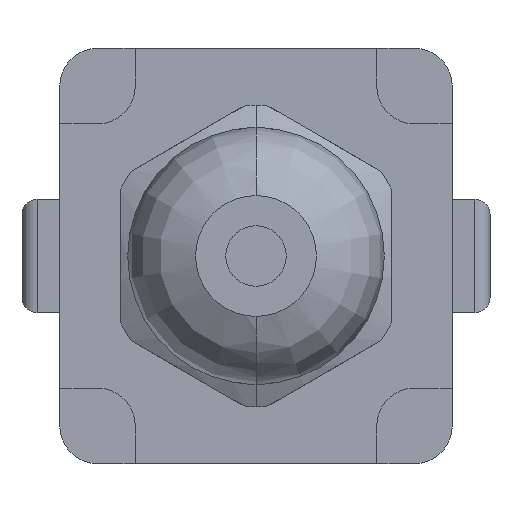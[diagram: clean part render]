
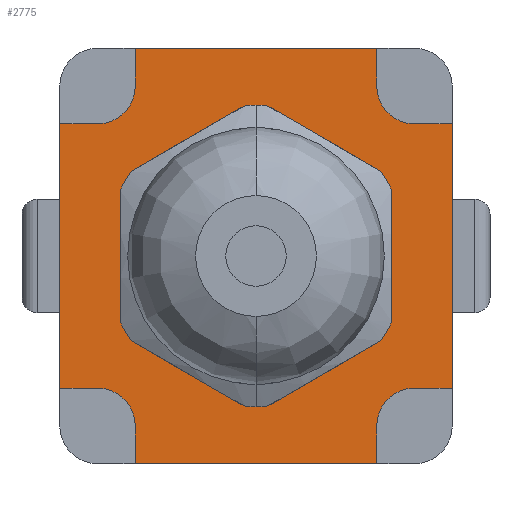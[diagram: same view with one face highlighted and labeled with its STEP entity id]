
A CAD part, front view. The second image highlights one B-rep face of the part: STEP entity #2775.
In plain terms, the highlighted planar face has unit normal (0, -1, 0).
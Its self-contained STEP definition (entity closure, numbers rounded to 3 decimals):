
#635=CARTESIAN_POINT('',(0.,-707.,-27.5));
#636=DIRECTION('',(0.,1.,0.));
#637=DIRECTION('',(0.,0.,1.));
#638=AXIS2_PLACEMENT_3D('',#635,#636,#637);
#643=CARTESIAN_POINT('',(0.,-707.,-27.5));
#644=DIRECTION('',(0.,1.,0.));
#645=DIRECTION('',(0.,0.,-1.));
#646=AXIS2_PLACEMENT_3D('',#643,#644,#645);
#651=DIRECTION('',(0.,0.,1.));
#652=VECTOR('',#651,5.);
#653=CARTESIAN_POINT('',(-16.,-707.,-55.));
#654=LINE('',#653,#652);
#658=CARTESIAN_POINT('',(-21.,-707.,-50.));
#659=DIRECTION('',(0.,-1.,0.));
#660=DIRECTION('',(1.,0.,0.));
#661=AXIS2_PLACEMENT_3D('',#658,#659,#660);
#666=DIRECTION('',(1.,0.,0.));
#667=VECTOR('',#666,5.);
#668=CARTESIAN_POINT('',(-26.,-707.,-45.));
#669=LINE('',#668,#667);
#673=DIRECTION('',(0.,0.,1.));
#674=VECTOR('',#673,35.);
#675=CARTESIAN_POINT('',(-26.,-707.,-45.));
#676=LINE('',#675,#674);
#680=DIRECTION('',(1.,0.,0.));
#681=VECTOR('',#680,5.);
#682=CARTESIAN_POINT('',(-26.,-707.,-10.));
#683=LINE('',#682,#681);
#687=CARTESIAN_POINT('',(-21.,-707.,-5.));
#688=DIRECTION('',(0.,-1.,0.));
#689=DIRECTION('',(0.,0.,-1.));
#690=AXIS2_PLACEMENT_3D('',#687,#688,#689);
#695=DIRECTION('',(0.,0.,-1.));
#696=VECTOR('',#695,5.);
#697=CARTESIAN_POINT('',(-16.,-707.,0.));
#698=LINE('',#697,#696);
#702=DIRECTION('',(1.,0.,0.));
#703=VECTOR('',#702,32.);
#704=CARTESIAN_POINT('',(-16.,-707.,0.));
#705=LINE('',#704,#703);
#709=DIRECTION('',(0.,0.,-1.));
#710=VECTOR('',#709,5.);
#711=CARTESIAN_POINT('',(16.,-707.,0.));
#712=LINE('',#711,#710);
#716=CARTESIAN_POINT('',(21.,-707.,-5.));
#717=DIRECTION('',(0.,-1.,0.));
#718=DIRECTION('',(-1.,0.,0.));
#719=AXIS2_PLACEMENT_3D('',#716,#717,#718);
#724=DIRECTION('',(-1.,0.,0.));
#725=VECTOR('',#724,5.);
#726=CARTESIAN_POINT('',(26.,-707.,-10.));
#727=LINE('',#726,#725);
#731=DIRECTION('',(0.,0.,-1.));
#732=VECTOR('',#731,35.);
#733=CARTESIAN_POINT('',(26.,-707.,-10.));
#734=LINE('',#733,#732);
#738=DIRECTION('',(-1.,0.,0.));
#739=VECTOR('',#738,5.);
#740=CARTESIAN_POINT('',(26.,-707.,-45.));
#741=LINE('',#740,#739);
#745=CARTESIAN_POINT('',(21.,-707.,-50.));
#746=DIRECTION('',(0.,-1.,0.));
#747=DIRECTION('',(0.,0.,1.));
#748=AXIS2_PLACEMENT_3D('',#745,#746,#747);
#753=DIRECTION('',(0.,0.,1.));
#754=VECTOR('',#753,5.);
#755=CARTESIAN_POINT('',(16.,-707.,-55.));
#756=LINE('',#755,#754);
#760=DIRECTION('',(-1.,0.,0.));
#761=VECTOR('',#760,32.);
#762=CARTESIAN_POINT('',(16.,-707.,-55.));
#763=LINE('',#762,#761);
#2035=CARTESIAN_POINT('',(0.,-707.,-9.5));
#2036=CARTESIAN_POINT('',(0.,-707.,-45.5));
#2037=VERTEX_POINT('',#2035);
#2038=VERTEX_POINT('',#2036);
#2171=CARTESIAN_POINT('',(-16.,-707.,-55.));
#2172=CARTESIAN_POINT('',(-16.,-707.,-50.));
#2173=VERTEX_POINT('',#2171);
#2174=VERTEX_POINT('',#2172);
#2175=CARTESIAN_POINT('',(-21.,-707.,-45.));
#2176=VERTEX_POINT('',#2175);
#2177=CARTESIAN_POINT('',(-26.,-707.,-45.));
#2178=VERTEX_POINT('',#2177);
#2191=CARTESIAN_POINT('',(-26.,-707.,-10.));
#2192=VERTEX_POINT('',#2191);
#2193=CARTESIAN_POINT('',(16.,-707.,-55.));
#2194=VERTEX_POINT('',#2193);
#2207=CARTESIAN_POINT('',(26.,-707.,-45.));
#2208=CARTESIAN_POINT('',(21.,-707.,-45.));
#2209=VERTEX_POINT('',#2207);
#2210=VERTEX_POINT('',#2208);
#2211=CARTESIAN_POINT('',(16.,-707.,-50.));
#2212=VERTEX_POINT('',#2211);
#2213=CARTESIAN_POINT('',(-21.,-707.,-10.));
#2214=VERTEX_POINT('',#2213);
#2215=CARTESIAN_POINT('',(-16.,-707.,-5.));
#2216=VERTEX_POINT('',#2215);
#2217=CARTESIAN_POINT('',(-16.,-707.,0.));
#2218=VERTEX_POINT('',#2217);
#2219=CARTESIAN_POINT('',(16.,-707.,0.));
#2220=CARTESIAN_POINT('',(16.,-707.,-5.));
#2221=VERTEX_POINT('',#2219);
#2222=VERTEX_POINT('',#2220);
#2223=CARTESIAN_POINT('',(21.,-707.,-10.));
#2224=VERTEX_POINT('',#2223);
#2225=CARTESIAN_POINT('',(26.,-707.,-10.));
#2226=VERTEX_POINT('',#2225);
#2734=CARTESIAN_POINT('',(0.,-707.,0.));
#2735=DIRECTION('',(0.,1.,0.));
#2736=DIRECTION('',(1.,0.,0.));
#2737=AXIS2_PLACEMENT_3D('',#2734,#2735,#2736);
#2738=PLANE('',#2737);
#2740=ORIENTED_EDGE('',*,*,#2739,.T.);
#2742=ORIENTED_EDGE('',*,*,#2741,.T.);
#2744=ORIENTED_EDGE('',*,*,#2743,.F.);
#2745=ORIENTED_EDGE('',*,*,#2571,.T.);
#2747=ORIENTED_EDGE('',*,*,#2746,.T.);
#2749=ORIENTED_EDGE('',*,*,#2748,.T.);
#2751=ORIENTED_EDGE('',*,*,#2750,.F.);
#2752=ORIENTED_EDGE('',*,*,#2701,.T.);
#2753=ORIENTED_EDGE('',*,*,#2725,.T.);
#2755=ORIENTED_EDGE('',*,*,#2754,.T.);
#2757=ORIENTED_EDGE('',*,*,#2756,.F.);
#2758=ORIENTED_EDGE('',*,*,#2429,.T.);
#2760=ORIENTED_EDGE('',*,*,#2759,.T.);
#2762=ORIENTED_EDGE('',*,*,#2761,.T.);
#2764=ORIENTED_EDGE('',*,*,#2763,.F.);
#2766=ORIENTED_EDGE('',*,*,#2765,.T.);
#2767=EDGE_LOOP('',(#2740,#2742,#2744,#2745,#2747,#2749,#2751,#2752,#2753,#2755,
#2757,#2758,#2760,#2762,#2764,#2766));
#2768=FACE_OUTER_BOUND('',#2767,.F.);
#2770=ORIENTED_EDGE('',*,*,#2769,.F.);
#2772=ORIENTED_EDGE('',*,*,#2771,.F.);
#2773=EDGE_LOOP('',(#2770,#2772));
#2774=FACE_BOUND('',#2773,.F.);
#2775=ADVANCED_FACE('',(#2768,#2774),#2738,.F.);
#639=CIRCLE('',#638,18.);
#647=CIRCLE('',#646,18.);
#662=CIRCLE('',#661,5.);
#691=CIRCLE('',#690,5.);
#720=CIRCLE('',#719,5.);
#749=CIRCLE('',#748,5.);
#2429=EDGE_CURVE('',#2226,#2209,#734,.T.);
#2571=EDGE_CURVE('',#2178,#2192,#676,.T.);
#2701=EDGE_CURVE('',#2218,#2221,#705,.T.);
#2725=EDGE_CURVE('',#2221,#2222,#712,.T.);
#2739=EDGE_CURVE('',#2173,#2174,#654,.T.);
#2741=EDGE_CURVE('',#2174,#2176,#662,.T.);
#2743=EDGE_CURVE('',#2178,#2176,#669,.T.);
#2746=EDGE_CURVE('',#2192,#2214,#683,.T.);
#2748=EDGE_CURVE('',#2214,#2216,#691,.T.);
#2750=EDGE_CURVE('',#2218,#2216,#698,.T.);
#2754=EDGE_CURVE('',#2222,#2224,#720,.T.);
#2756=EDGE_CURVE('',#2226,#2224,#727,.T.);
#2759=EDGE_CURVE('',#2209,#2210,#741,.T.);
#2761=EDGE_CURVE('',#2210,#2212,#749,.T.);
#2763=EDGE_CURVE('',#2194,#2212,#756,.T.);
#2765=EDGE_CURVE('',#2194,#2173,#763,.T.);
#2769=EDGE_CURVE('',#2037,#2038,#639,.T.);
#2771=EDGE_CURVE('',#2038,#2037,#647,.T.);
